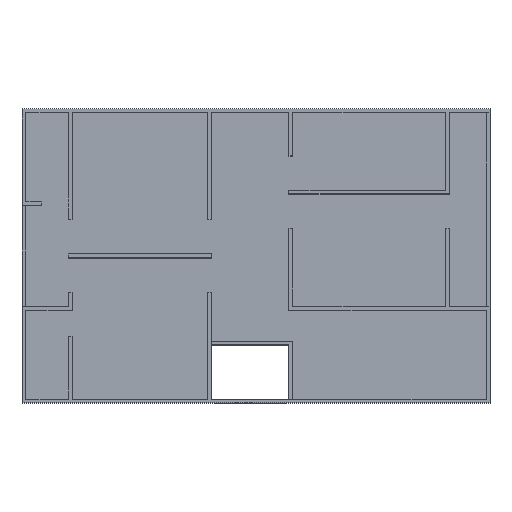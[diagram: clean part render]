
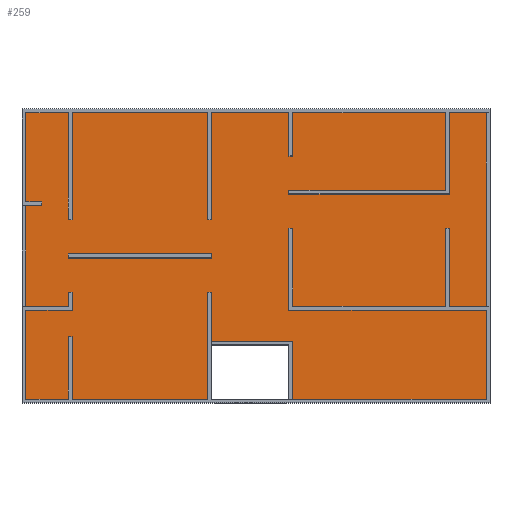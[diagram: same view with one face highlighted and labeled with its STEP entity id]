
A CAD part, top view. The second image highlights one B-rep face of the part: STEP entity #259.
In plain terms, the highlighted free-form (B-spline) face has degree [1, 1] with [2, 2] control points.
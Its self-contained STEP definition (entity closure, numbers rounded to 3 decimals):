
#88 = VERTEX_POINT('',#89);
#89 = CARTESIAN_POINT('',(6105.553,3815.971,0.));
#94 = EDGE_CURVE('',#95,#88,#97,.T.);
#95 = VERTEX_POINT('',#96);
#96 = CARTESIAN_POINT('',(6105.553,-3815.971,0.));
#97 = B_SPLINE_CURVE_WITH_KNOTS('',1,(#98,#99),.UNSPECIFIED.,.F.,.F.,(2,
    2),(-3810.,3810.),.PIECEWISE_BEZIER_KNOTS.);
#98 = CARTESIAN_POINT('',(6105.553,-3815.971,0.));
#99 = CARTESIAN_POINT('',(6105.553,3815.971,0.));
#116 = EDGE_CURVE('',#117,#95,#119,.T.);
#117 = VERTEX_POINT('',#118);
#118 = CARTESIAN_POINT('',(-6105.553,-3815.971,0.));
#119 = B_SPLINE_CURVE_WITH_KNOTS('',1,(#120,#121),.UNSPECIFIED.,.F.,.F.,
  (2,2),(-6096.,6096.),.PIECEWISE_BEZIER_KNOTS.);
#120 = CARTESIAN_POINT('',(-6105.553,-3815.971,0.));
#121 = CARTESIAN_POINT('',(6105.553,-3815.971,0.));
#138 = EDGE_CURVE('',#139,#117,#141,.T.);
#139 = VERTEX_POINT('',#140);
#140 = CARTESIAN_POINT('',(-6105.553,3815.971,0.));
#141 = B_SPLINE_CURVE_WITH_KNOTS('',1,(#142,#143),.UNSPECIFIED.,.F.,.F.,
  (2,2),(-3810.,3810.),.PIECEWISE_BEZIER_KNOTS.);
#142 = CARTESIAN_POINT('',(-6105.553,3815.971,0.));
#143 = CARTESIAN_POINT('',(-6105.553,-3815.971,0.));
#160 = EDGE_CURVE('',#88,#139,#161,.T.);
#161 = B_SPLINE_CURVE_WITH_KNOTS('',1,(#162,#163),.UNSPECIFIED.,.F.,.F.,
  (2,2),(-6096.,6096.),.PIECEWISE_BEZIER_KNOTS.);
#162 = CARTESIAN_POINT('',(6105.553,3815.971,0.));
#163 = CARTESIAN_POINT('',(-6105.553,3815.971,0.));
#175 = EDGE_CURVE('',#176,#178,#180,.T.);
#176 = VERTEX_POINT('',#177);
#177 = CARTESIAN_POINT('',(-1171.032,-2339.661,0.));
#178 = VERTEX_POINT('',#179);
#179 = CARTESIAN_POINT('',(-1171.032,-3765.892,0.));
#180 = B_SPLINE_CURVE_WITH_KNOTS('',1,(#181,#182),.UNSPECIFIED.,.F.,.F.,
  (2,2),(-712.,712.),.PIECEWISE_BEZIER_KNOTS.);
#181 = CARTESIAN_POINT('',(-1171.032,-2339.661,0.));
#182 = CARTESIAN_POINT('',(-1171.032,-3765.892,0.));
#203 = EDGE_CURVE('',#178,#204,#206,.T.);
#204 = VERTEX_POINT('',#205);
#205 = CARTESIAN_POINT('',(865.755,-3765.892,0.));
#206 = B_SPLINE_CURVE_WITH_KNOTS('',1,(#207,#208),.UNSPECIFIED.,.F.,.F.,
  (2,2),(-1016.8,1016.8),.PIECEWISE_BEZIER_KNOTS.);
#207 = CARTESIAN_POINT('',(-1171.032,-3765.892,0.));
#208 = CARTESIAN_POINT('',(865.755,-3765.892,0.));
#225 = EDGE_CURVE('',#204,#226,#228,.T.);
#226 = VERTEX_POINT('',#227);
#227 = CARTESIAN_POINT('',(865.755,-2339.661,0.));
#228 = B_SPLINE_CURVE_WITH_KNOTS('',1,(#229,#230),.UNSPECIFIED.,.F.,.F.,
  (2,2),(-712.,712.),.PIECEWISE_BEZIER_KNOTS.);
#229 = CARTESIAN_POINT('',(865.755,-3765.892,0.));
#230 = CARTESIAN_POINT('',(865.755,-2339.661,0.));
#247 = EDGE_CURVE('',#226,#176,#248,.T.);
#248 = B_SPLINE_CURVE_WITH_KNOTS('',1,(#249,#250),.UNSPECIFIED.,.F.,.F.,
  (2,2),(-1016.8,1016.8),.PIECEWISE_BEZIER_KNOTS.);
#249 = CARTESIAN_POINT('',(865.755,-2339.661,0.));
#250 = CARTESIAN_POINT('',(-1171.032,-2339.661,0.));
#259 = ADVANCED_FACE('',(#260,#266),#272,.F.);
#260 = FACE_BOUND('',#261,.T.);
#261 = EDGE_LOOP('',(#262,#263,#264,#265));
#262 = ORIENTED_EDGE('',*,*,#160,.T.);
#263 = ORIENTED_EDGE('',*,*,#138,.T.);
#264 = ORIENTED_EDGE('',*,*,#116,.T.);
#265 = ORIENTED_EDGE('',*,*,#94,.T.);
#266 = FACE_BOUND('',#267,.T.);
#267 = EDGE_LOOP('',(#268,#269,#270,#271));
#268 = ORIENTED_EDGE('',*,*,#247,.F.);
#269 = ORIENTED_EDGE('',*,*,#225,.F.);
#270 = ORIENTED_EDGE('',*,*,#203,.F.);
#271 = ORIENTED_EDGE('',*,*,#175,.F.);
#272 = B_SPLINE_SURFACE_WITH_KNOTS('',1,1,(
    (#273,#274)
    ,(#275,#276
    )),.UNSPECIFIED.,.F.,.F.,.F.,(2,2),(2,2),(-3810.,3810.),(
    -6096.,6096.),.PIECEWISE_BEZIER_KNOTS.);
#273 = CARTESIAN_POINT('',(-6105.553,-3815.971,0.));
#274 = CARTESIAN_POINT('',(6105.553,-3815.971,0.));
#275 = CARTESIAN_POINT('',(-6105.553,3815.971,0.));
#276 = CARTESIAN_POINT('',(6105.553,3815.971,0.));
